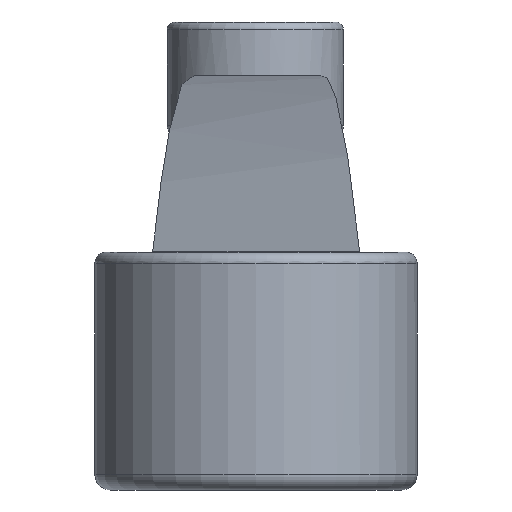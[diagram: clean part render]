
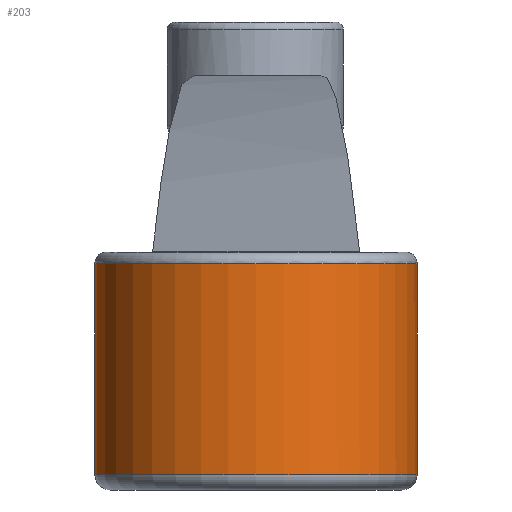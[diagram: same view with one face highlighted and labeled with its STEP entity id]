
A CAD part, left-side view. The second image highlights one B-rep face of the part: STEP entity #203.
In plain terms, the highlighted cylindrical face has radius 21 mm (diameter 42 mm), a full revolution.
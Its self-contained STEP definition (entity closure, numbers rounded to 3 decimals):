
#111=CYLINDRICAL_SURFACE('',#974,21.);
#147=FACE_BOUND('',#326,.T.);
#148=FACE_BOUND('',#327,.T.);
#155=CIRCLE('',#920,21.);
#159=CIRCLE('',#928,21.);
#162=CIRCLE('',#941,21.);
#172=CIRCLE('',#972,21.);
#173=CIRCLE('',#973,21.);
#203=ADVANCED_FACE('',(#147,#148),#111,.T.);
#326=EDGE_LOOP('',(#513,#514,#515,#516,#517,#518,#519,#520));
#327=EDGE_LOOP('',(#521));
#357=B_SPLINE_CURVE_WITH_KNOTS('',3,(#1283,#1284,#1285,#1286,#1287,#1288,
#1289,#1290,#1291,#1292,#1293,#1294,#1295,#1296,#1297,#1298),.UNSPECIFIED.,
.F.,.F.,(4,3,3,3,3,4),(0.,0.439,0.631,0.793,
0.91,1.),.UNSPECIFIED.);
#362=B_SPLINE_CURVE_WITH_KNOTS('',3,(#1405,#1406,#1407,#1408,#1409,#1410,
#1411,#1412,#1413,#1414,#1415,#1416,#1417,#1418,#1419,#1420),.UNSPECIFIED.,
.F.,.F.,(4,3,3,3,3,4),(0.,0.12,0.238,0.413,
0.683,1.),.UNSPECIFIED.);
#513=ORIENTED_EDGE('',*,*,#791,.F.);
#514=ORIENTED_EDGE('',*,*,#792,.T.);
#515=ORIENTED_EDGE('',*,*,#697,.T.);
#516=ORIENTED_EDGE('',*,*,#771,.F.);
#517=ORIENTED_EDGE('',*,*,#736,.T.);
#518=ORIENTED_EDGE('',*,*,#712,.T.);
#519=ORIENTED_EDGE('',*,*,#741,.T.);
#520=ORIENTED_EDGE('',*,*,#704,.T.);
#521=ORIENTED_EDGE('',*,*,#793,.T.);
#619=VERTEX_POINT('',#1232);
#620=VERTEX_POINT('',#1233);
#626=VERTEX_POINT('',#1299);
#627=VERTEX_POINT('',#1300);
#634=VERTEX_POINT('',#1342);
#635=VERTEX_POINT('',#1344);
#656=VERTEX_POINT('',#1421);
#692=VERTEX_POINT('',#1623);
#693=VERTEX_POINT('',#1626);
#697=EDGE_CURVE('',#619,#620,#155,.T.);
#704=EDGE_CURVE('',#626,#627,#357,.T.);
#712=EDGE_CURVE('',#635,#634,#159,.T.);
#736=EDGE_CURVE('',#656,#635,#362,.T.);
#741=EDGE_CURVE('',#634,#626,#162,.T.);
#771=EDGE_CURVE('',#656,#620,#850,.T.);
#791=EDGE_CURVE('',#692,#627,#172,.T.);
#792=EDGE_CURVE('',#692,#619,#858,.T.);
#793=EDGE_CURVE('',#693,#693,#173,.T.);
#850=LINE('',#1542,#903);
#858=LINE('',#1624,#911);
#903=VECTOR('',#1116,1.);
#911=VECTOR('',#1156,1.);
#920=AXIS2_PLACEMENT_3D('',#1231,#1006,#1007);
#928=AXIS2_PLACEMENT_3D('',#1343,#1026,#1027);
#941=AXIS2_PLACEMENT_3D('',#1447,#1070,#1071);
#972=AXIS2_PLACEMENT_3D('',#1622,#1154,#1155);
#973=AXIS2_PLACEMENT_3D('',#1625,#1157,#1158);
#974=AXIS2_PLACEMENT_3D('',#1627,#1159,#1160);
#1006=DIRECTION('',(0.,0.,-1.));
#1007=DIRECTION('',(-1.,0.,0.));
#1026=DIRECTION('',(0.,0.,-1.));
#1027=DIRECTION('',(-1.,0.,0.));
#1070=DIRECTION('',(0.,0.,-1.));
#1071=DIRECTION('',(-1.,0.,0.));
#1116=DIRECTION('',(0.,0.,1.));
#1154=DIRECTION('',(0.,0.,1.));
#1155=DIRECTION('',(-1.,0.,0.));
#1156=DIRECTION('',(0.,0.,1.));
#1157=DIRECTION('',(0.,0.,1.));
#1158=DIRECTION('',(-1.,0.,0.));
#1159=DIRECTION('',(0.,0.,-1.));
#1160=DIRECTION('',(-1.,0.,0.));
#1231=CARTESIAN_POINT('',(78.624,188.672,-1.5));
#1232=CARTESIAN_POINT('',(94.54,174.973,-1.5));
#1233=CARTESIAN_POINT('',(94.709,202.172,-1.5));
#1283=CARTESIAN_POINT('',(95.709,176.463,-10.));
#1284=CARTESIAN_POINT('',(95.533,176.215,-10.));
#1285=CARTESIAN_POINT('',(95.346,175.966,-9.954));
#1286=CARTESIAN_POINT('',(95.171,175.743,-9.843));
#1287=CARTESIAN_POINT('',(95.094,175.644,-9.794));
#1288=CARTESIAN_POINT('',(95.018,175.548,-9.73));
#1289=CARTESIAN_POINT('',(94.95,175.464,-9.65));
#1290=CARTESIAN_POINT('',(94.892,175.393,-9.583));
#1291=CARTESIAN_POINT('',(94.839,175.328,-9.503));
#1292=CARTESIAN_POINT('',(94.797,175.278,-9.41));
#1293=CARTESIAN_POINT('',(94.767,175.241,-9.343));
#1294=CARTESIAN_POINT('',(94.742,175.212,-9.267));
#1295=CARTESIAN_POINT('',(94.727,175.194,-9.188));
#1296=CARTESIAN_POINT('',(94.716,175.18,-9.127));
#1297=CARTESIAN_POINT('',(94.709,175.172,-9.063));
#1298=CARTESIAN_POINT('',(94.709,175.172,-9.));
#1299=CARTESIAN_POINT('',(95.709,176.463,-10.));
#1300=CARTESIAN_POINT('',(94.709,175.172,-9.));
#1342=CARTESIAN_POINT('',(99.624,188.672,-10.));
#1343=CARTESIAN_POINT('',(78.624,188.672,-10.));
#1344=CARTESIAN_POINT('',(95.709,200.882,-10.));
#1405=CARTESIAN_POINT('',(94.709,202.172,-9.));
#1406=CARTESIAN_POINT('',(94.709,202.172,-9.084));
#1407=CARTESIAN_POINT('',(94.72,202.159,-9.168));
#1408=CARTESIAN_POINT('',(94.74,202.136,-9.246));
#1409=CARTESIAN_POINT('',(94.76,202.112,-9.323));
#1410=CARTESIAN_POINT('',(94.788,202.078,-9.396));
#1411=CARTESIAN_POINT('',(94.822,202.037,-9.46));
#1412=CARTESIAN_POINT('',(94.871,201.978,-9.555));
#1413=CARTESIAN_POINT('',(94.932,201.903,-9.636));
#1414=CARTESIAN_POINT('',(94.997,201.823,-9.701));
#1415=CARTESIAN_POINT('',(95.096,201.699,-9.802));
#1416=CARTESIAN_POINT('',(95.207,201.557,-9.873));
#1417=CARTESIAN_POINT('',(95.318,201.413,-9.92));
#1418=CARTESIAN_POINT('',(95.448,201.242,-9.975));
#1419=CARTESIAN_POINT('',(95.581,201.062,-10.));
#1420=CARTESIAN_POINT('',(95.709,200.882,-10.));
#1421=CARTESIAN_POINT('',(94.709,202.172,-9.));
#1447=CARTESIAN_POINT('',(78.624,188.672,-10.));
#1542=CARTESIAN_POINT('',(94.709,202.172,-223.));
#1622=CARTESIAN_POINT('',(78.624,188.672,-9.));
#1623=CARTESIAN_POINT('',(94.54,174.973,-9.));
#1624=CARTESIAN_POINT('',(94.54,174.973,0.));
#1625=CARTESIAN_POINT('',(78.624,188.672,-29.));
#1626=CARTESIAN_POINT('',(57.624,188.672,-29.));
#1627=CARTESIAN_POINT('',(78.624,188.672,0.));
